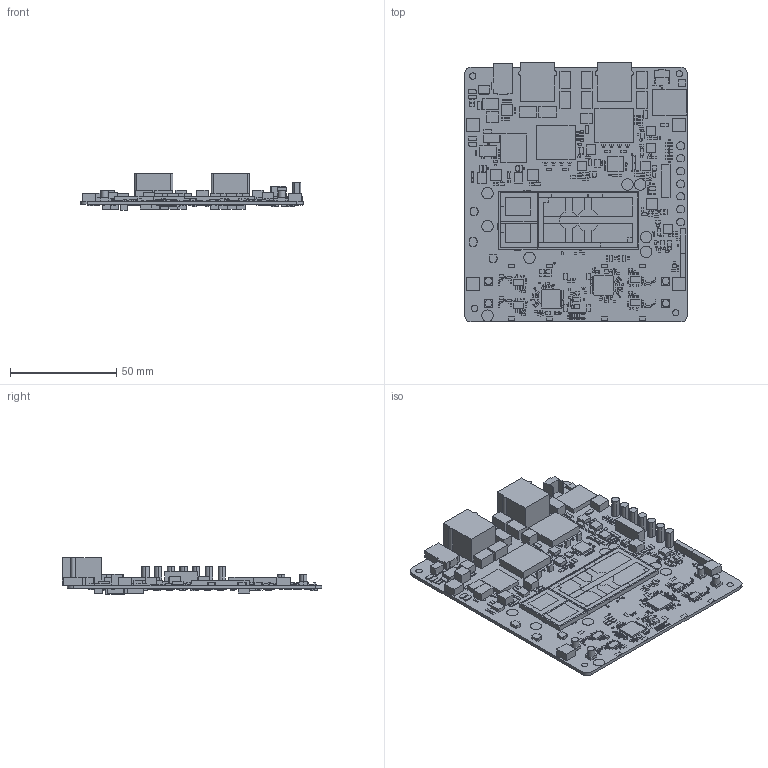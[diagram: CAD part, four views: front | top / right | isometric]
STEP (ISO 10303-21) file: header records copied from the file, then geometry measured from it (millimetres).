
FILE_DESCRIPTION(/* description */ ('PCB Design'),/* implementation_level */ '2;1');
FILE_NAME(/* name */ 'DR5018S062510001-172',/* time_stamp */ '2024-06-25T18:39:03+08:00',/* author */ ('bbswi'),/* organization */ (''),/* preprocessor_version */ 'ST-DEVELOPER v16',/* originating_system */ 'allegro_17.4S006',/* authorisation */ '');
FILE_SCHEMA (('AUTOMOTIVE_DESIGN { 1 0 10303 214 3 1 1 }'));
Length unit declared in the file: millimetre
Products named in the file (70): DR5018S062510001-172; BOARD_OUTLINE; COMPONENTS; 6PSM1608; HOLE_M2; SMTHD16P2D0; 1PCY3R3; LED_D254; 1PTP12S; 2PSM102X83N; 3PSM67X35NV1; 4PSM130X102N; 57PSM280X280N157V4; 117PSM358X358N197V4; 2PSM27X15R; 4PSM85X69N; 10SPHNT100X100M2_W; SC3E5-90LSMD; MMCX_SMT; SW_RST; 4532; 10PSM76X60N; 3PCON; PAD40X70_20X40D; SH50_YE106_P1P31; SH50_YE166_P1P46; FID2_QC_BRD; HD4P254; SMC; SE05NRE14GA; G2484CE; 2PSM67X35NV3; SPM1010; GDT5X5; SMA; SOP8-127-500X400; TPS56531; VQFN20; NEO-M8; 3SCOXSV1 ...
Assembly tree (1435 placements, depth 3):
  DR5018S062510001-172
    BOARD_OUTLINE
    COMPONENTS
      6PSM1608  x2
      HOLE_M2  x4
      SMTHD16P2D0
      1PCY3R3  x8
      LED_D254  x7
      1PTP12S  x2
      2PSM102X83N  x2
      3PSM67X35NV1  x4
      4PSM130X102N
      57PSM280X280N157V4
      117PSM358X358N197V4  x2
      2PSM27X15R  x10
      4PSM85X69N  x2
      10SPHNT100X100M2_W  x2
      SC3E5-90LSMD  x8
      MMCX_SMT  x4
      SW_RST
      4532
      10PSM76X60N
      3PCON
      PAD40X70_20X40D  x15
      SH50_YE106_P1P31
      SH50_YE166_P1P46
      FID2_QC_BRD  x4
      HD4P254  x2
      SMC
      SE05NRE14GA  x4
      G2484CE  x2
      2PSM67X35NV3  x7
      SPM1010
      GDT5X5  x2
      SMA  x19
      SOP8-127-500X400
      TPS56531
      VQFN20
      NEO-M8
      3SCOXSV1
      2P0201R_POLV1_RF  x8
      4PSM83X67NV4
      8PSO210X212G50
      6PSO122X67G374V1  x5
      2P0201RV4_RF
      25PSM201X122N197V1  x6
      2PSM205X205NV6  x3
      2PSM169X169NV3  x6
      FID1_QC_BRD  x4
      233PSM555X555N217
      6PSM67X51F197V4  x2
      5PSO120X69G374V1  x2
      1PTP30S  x23
      9PSO197X157G50V5  x2
      2P0201RV4  x3
      96PGA557X321B315
      6PSM43X43N138V1  x2
      9PSM240X319N50V2
      3SCOXSV4  x5
      2P1206R  x23
Bounding box: 105 x 122.48 x 17.42 mm (x, y, z)
Surface area: 56044.7 mm2 (no closed solid volume)
Topology: 0 solids, 1449 shells, 9626 faces, 21637 edges, 13456 vertices
Faces by surface type: plane 9485, cylinder 141
Entity records: 31893 total; most frequent: DIRECTION 4848, AXIS2_PLACEMENT_3D 3622, ORIENTED_EDGE 3036, CARTESIAN_POINT 2743, EDGE_CURVE 1602, VECTOR 1516, LINE 1516, PRODUCT_DEFINITION_SHAPE 1505
